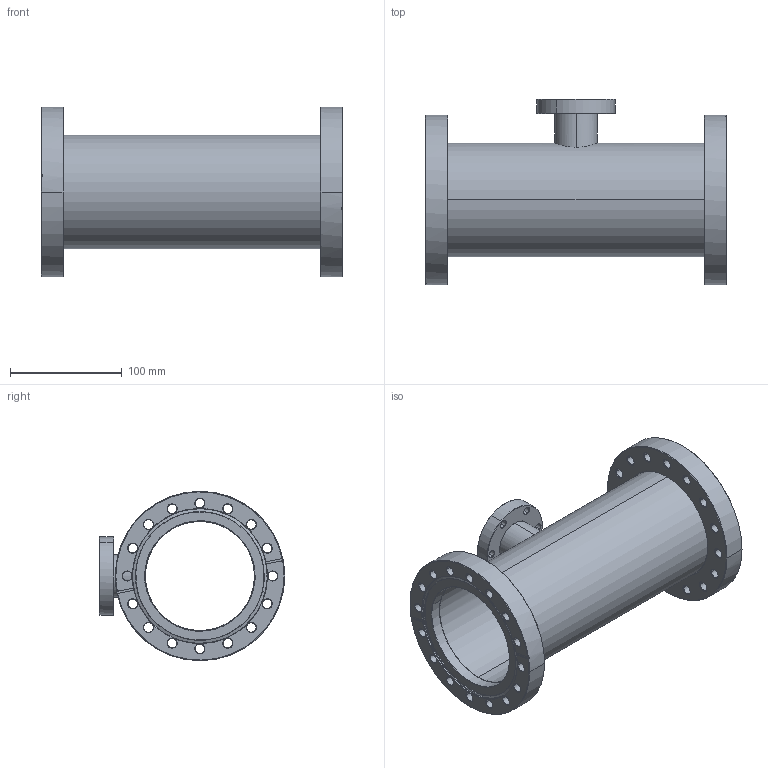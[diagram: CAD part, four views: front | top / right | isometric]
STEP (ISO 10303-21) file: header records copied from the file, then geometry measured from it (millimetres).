
FILE_DESCRIPTION (( 'STEP AP214' ), '1' );
FILE_NAME ('Hositrad_FTR100-35R.STEP', '2014-02-05T14:24:10', ( '' ), ( '' ), 'SwSTEP 2.0', 'SolidWorks 2014', '' );
FILE_SCHEMA (( 'AUTOMOTIVE_DESIGN' ));
Length unit declared in the file: millimetre
Products named in the file (7): Hositrad_FTR100-35R; NW35CF-Weld-38.1; NW100CF-R-Weld; NW100CF-R-InnerWeld_CF100-102; NW100CF-R-Outerring_CF100-108; NW100CF-weld_CF100-102; ReducerTee-All_ReducerTee 100-35
Assembly tree (6 placements, depth 3):
  Hositrad_FTR100-35R
    ReducerTee-All_ReducerTee 100-35
    NW100CF-weld_CF100-102
    NW100CF-R-Weld
      NW100CF-R-Outerring_CF100-108
      NW100CF-R-InnerWeld_CF100-102
    NW35CF-Weld-38.1
Bounding box: 269.8 x 165.8 x 151.6 mm (x, y, z)
Volume: 544087.3 mm3; surface area: 273509.4 mm2
Topology: 5 solids, 5 shells, 348 faces, 809 edges, 475 vertices
Faces by surface type: cone 200, cylinder 112, plane 34, bspline 2
Entity records: 11678 total; most frequent: CARTESIAN_POINT 2353, DIRECTION 1941, ORIENTED_EDGE 1618, EDGE_CURVE 809, AXIS2_PLACEMENT_3D 798, VERTEX_POINT 475, CIRCLE 442, EDGE_LOOP 440
